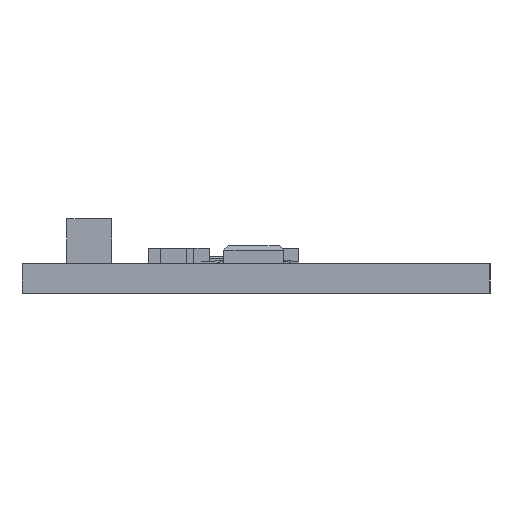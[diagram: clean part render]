
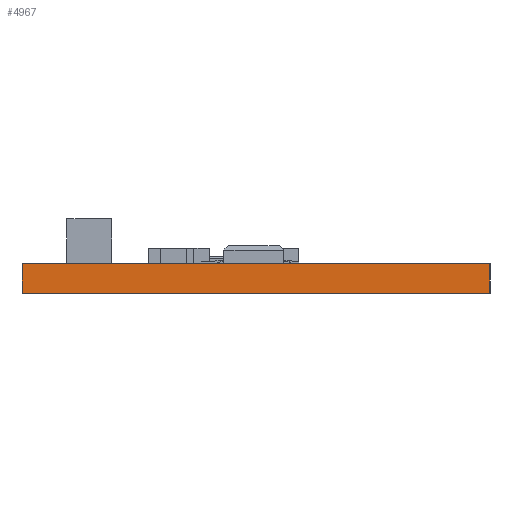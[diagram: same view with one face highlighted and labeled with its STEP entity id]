
A CAD part, left-side view. The second image highlights one B-rep face of the part: STEP entity #4967.
In plain terms, the highlighted planar face has unit normal (-1, 0, 0).
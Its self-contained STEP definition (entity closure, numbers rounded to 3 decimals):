
#493=FACE_OUTER_BOUND('',#769,.T.);
#769=EDGE_LOOP('',(#4488,#4489,#4490,#4491));
#902=LINE('',#6814,#1512);
#1386=LINE('',#7847,#1996);
#1387=LINE('',#7848,#1997);
#1388=LINE('',#7849,#1998);
#1512=VECTOR('',#5562,10.);
#1996=VECTOR('',#6488,10.);
#1997=VECTOR('',#6489,10.);
#1998=VECTOR('',#6490,10.);
#2174=VERTEX_POINT('',#6807);
#2177=VERTEX_POINT('',#6812);
#2504=VERTEX_POINT('',#7845);
#2505=VERTEX_POINT('',#7846);
#2660=EDGE_CURVE('',#2177,#2174,#902,.T.);
#3170=EDGE_CURVE('',#2504,#2505,#1386,.T.);
#3171=EDGE_CURVE('',#2504,#2174,#1387,.T.);
#3172=EDGE_CURVE('',#2505,#2177,#1388,.T.);
#4488=ORIENTED_EDGE('',*,*,#3170,.F.);
#4489=ORIENTED_EDGE('',*,*,#3171,.T.);
#4490=ORIENTED_EDGE('',*,*,#2660,.F.);
#4491=ORIENTED_EDGE('',*,*,#3172,.F.);
#4725=PLANE('',#5283);
#4967=ADVANCED_FACE('',(#493),#4725,.T.);
#5283=AXIS2_PLACEMENT_3D('',#7844,#6486,#6487);
#5562=DIRECTION('',(0.,-1.,0.));
#6486=DIRECTION('center_axis',(-1.,0.,0.));
#6487=DIRECTION('ref_axis',(0.,-1.,0.));
#6488=DIRECTION('',(0.,1.,0.));
#6489=DIRECTION('',(0.,0.,1.));
#6490=DIRECTION('',(0.,0.,1.));
#6807=CARTESIAN_POINT('',(0.,-15.65,1.));
#6812=CARTESIAN_POINT('',(0.,0.,1.));
#6814=CARTESIAN_POINT('',(0.,-15.65,1.));
#7844=CARTESIAN_POINT('Origin',(0.,0.,0.));
#7845=CARTESIAN_POINT('',(0.,-15.65,0.));
#7846=CARTESIAN_POINT('',(0.,0.,0.));
#7847=CARTESIAN_POINT('',(0.,-15.65,0.));
#7848=CARTESIAN_POINT('',(0.,-15.65,0.));
#7849=CARTESIAN_POINT('',(0.,0.,0.));
